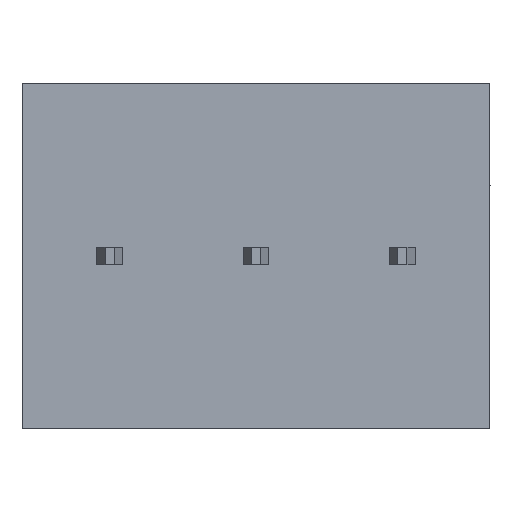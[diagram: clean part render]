
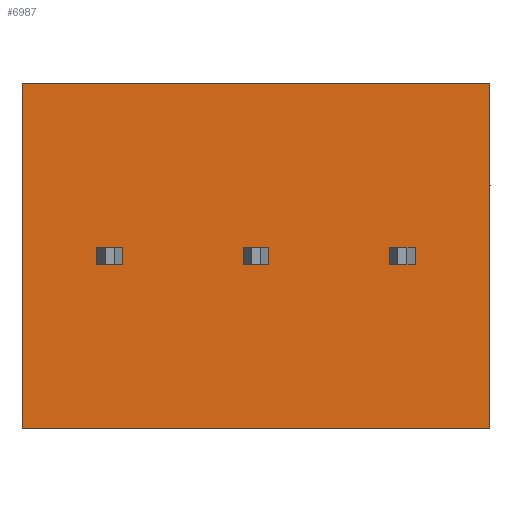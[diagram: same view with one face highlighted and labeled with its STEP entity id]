
A CAD part, front view. The second image highlights one B-rep face of the part: STEP entity #6987.
In plain terms, the highlighted planar face has unit normal (0, -1, 0).
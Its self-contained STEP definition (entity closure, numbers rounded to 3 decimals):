
#126 = LINE ( 'NONE', #25252, #9841 ) ;
#165 = EDGE_CURVE ( 'NONE', #29781, #1602, #5096, .T. ) ;
#186 = LINE ( 'NONE', #14715, #23129 ) ;
#188 = CARTESIAN_POINT ( 'NONE',  ( 0.45, 0., 0.3 ) ) ;
#218 = VERTEX_POINT ( 'NONE', #26269 ) ;
#414 = VERTEX_POINT ( 'NONE', #23381 ) ;
#525 = CARTESIAN_POINT ( 'NONE',  ( 10.61, 0., -0.3 ) ) ;
#604 = LINE ( 'NONE', #23611, #24404 ) ;
#917 = LINE ( 'NONE', #2369, #16170 ) ;
#1068 = EDGE_CURVE ( 'NONE', #414, #11717, #186, .T. ) ;
#1602 = VERTEX_POINT ( 'NONE', #29723 ) ;
#1838 = LINE ( 'NONE', #15466, #28394 ) ;
#2179 = DIRECTION ( 'NONE',  ( -1., 0., 0. ) ) ;
#2187 = DIRECTION ( 'NONE',  ( 0., 0., 1. ) ) ;
#2213 = DIRECTION ( 'NONE',  ( 0., 0., -1. ) ) ;
#2299 = VECTOR ( 'NONE', #6661, 1000. ) ;
#2369 = CARTESIAN_POINT ( 'NONE',  ( 13.2, 0., 6. ) ) ;
#3004 = ORIENTED_EDGE ( 'NONE', *, *, #21348, .F. ) ;
#3085 = CARTESIAN_POINT ( 'NONE',  ( -3.04, 0., -6. ) ) ;
#3118 = EDGE_CURVE ( 'NONE', #11312, #29039, #14206, .T. ) ;
#3183 = ORIENTED_EDGE ( 'NONE', *, *, #5693, .F. ) ;
#4044 = CARTESIAN_POINT ( 'NONE',  ( -3.04, 0., 6. ) ) ;
#4207 = DIRECTION ( 'NONE',  ( -1., 0., 0. ) ) ;
#4474 = CARTESIAN_POINT ( 'NONE',  ( 4.63, 0., 0.3 ) ) ;
#5096 = LINE ( 'NONE', #13912, #13023 ) ;
#5693 = EDGE_CURVE ( 'NONE', #20314, #8703, #604, .T. ) ;
#5880 = EDGE_LOOP ( 'NONE', ( #6087, #21589, #12787, #3183 ) ) ;
#6017 = CARTESIAN_POINT ( 'NONE',  ( 9.71, 0., 0.3 ) ) ;
#6087 = ORIENTED_EDGE ( 'NONE', *, *, #15024, .F. ) ;
#6323 = VERTEX_POINT ( 'NONE', #13250 ) ;
#6374 = FACE_OUTER_BOUND ( 'NONE', #19340, .T. ) ;
#6508 = CARTESIAN_POINT ( 'NONE',  ( -0.45, 0., -0.3 ) ) ;
#6568 = LINE ( 'NONE', #18371, #21687 ) ;
#6661 = DIRECTION ( 'NONE',  ( 1., 0., 0. ) ) ;
#6987 = ADVANCED_FACE ( 'NONE', ( #6374, #8651, #10810, #17584 ), #11248, .T. ) ;
#7174 = DIRECTION ( 'NONE',  ( 0., 0., 1. ) ) ;
#7884 = ORIENTED_EDGE ( 'NONE', *, *, #165, .F. ) ;
#8651 = FACE_BOUND ( 'NONE', #29522, .T. ) ;
#8703 = VERTEX_POINT ( 'NONE', #18064 ) ;
#9841 = VECTOR ( 'NONE', #4207, 1000. ) ;
#10510 = LINE ( 'NONE', #26659, #21573 ) ;
#10810 = FACE_BOUND ( 'NONE', #18587, .T. ) ;
#11248 = PLANE ( 'NONE',  #20367 ) ;
#11312 = VERTEX_POINT ( 'NONE', #525 ) ;
#11444 = LINE ( 'NONE', #22922, #23041 ) ;
#11696 = EDGE_CURVE ( 'NONE', #8703, #11312, #1838, .T. ) ;
#11717 = VERTEX_POINT ( 'NONE', #6508 ) ;
#11731 = EDGE_CURVE ( 'NONE', #27908, #24745, #27257, .T. ) ;
#11956 = CARTESIAN_POINT ( 'NONE',  ( 10.61, 0., 0.3 ) ) ;
#12146 = DIRECTION ( 'NONE',  ( 0., 0., -1. ) ) ;
#12539 = CARTESIAN_POINT ( 'NONE',  ( -0.45, 0., 0.3 ) ) ;
#12634 = CARTESIAN_POINT ( 'NONE',  ( 10.61, 0., 0.3 ) ) ;
#12787 = ORIENTED_EDGE ( 'NONE', *, *, #11696, .F. ) ;
#13023 = VECTOR ( 'NONE', #14340, 1000. ) ;
#13169 = EDGE_CURVE ( 'NONE', #11717, #218, #10510, .T. ) ;
#13250 = CARTESIAN_POINT ( 'NONE',  ( -3.04, 0., -6. ) ) ;
#13270 = CARTESIAN_POINT ( 'NONE',  ( -3.04, 0., 6. ) ) ;
#13428 = ORIENTED_EDGE ( 'NONE', *, *, #13169, .F. ) ;
#13493 = LINE ( 'NONE', #4044, #26839 ) ;
#13519 = CARTESIAN_POINT ( 'NONE',  ( 5.08, 0., 0. ) ) ;
#13879 = ORIENTED_EDGE ( 'NONE', *, *, #1068, .F. ) ;
#13912 = CARTESIAN_POINT ( 'NONE',  ( 4.63, 0., 0.3 ) ) ;
#13952 = CARTESIAN_POINT ( 'NONE',  ( 13.2, 0., -6. ) ) ;
#14129 = DIRECTION ( 'NONE',  ( 0., 0., -1. ) ) ;
#14206 = LINE ( 'NONE', #11956, #18253 ) ;
#14340 = DIRECTION ( 'NONE',  ( 0., 0., -1. ) ) ;
#14715 = CARTESIAN_POINT ( 'NONE',  ( -0.45, 0., 0.3 ) ) ;
#14763 = CARTESIAN_POINT ( 'NONE',  ( 13.2, 0., 6. ) ) ;
#15024 = EDGE_CURVE ( 'NONE', #29039, #20314, #126, .T. ) ;
#15466 = CARTESIAN_POINT ( 'NONE',  ( 9.71, 0., -0.3 ) ) ;
#15470 = VECTOR ( 'NONE', #26247, 1000. ) ;
#15842 = CARTESIAN_POINT ( 'NONE',  ( 4.63, 0., -0.3 ) ) ;
#16170 = VECTOR ( 'NONE', #2213, 1000. ) ;
#16683 = ORIENTED_EDGE ( 'NONE', *, *, #28688, .F. ) ;
#16741 = VERTEX_POINT ( 'NONE', #188 ) ;
#17110 = EDGE_CURVE ( 'NONE', #24745, #18318, #917, .T. ) ;
#17559 = ORIENTED_EDGE ( 'NONE', *, *, #27943, .F. ) ;
#17584 = FACE_BOUND ( 'NONE', #5880, .T. ) ;
#17715 = DIRECTION ( 'NONE',  ( 1., 0., 0. ) ) ;
#18064 = CARTESIAN_POINT ( 'NONE',  ( 9.71, 0., -0.3 ) ) ;
#18253 = VECTOR ( 'NONE', #21169, 1000. ) ;
#18318 = VERTEX_POINT ( 'NONE', #13952 ) ;
#18371 = CARTESIAN_POINT ( 'NONE',  ( 4.63, 0., 0.3 ) ) ;
#18448 = ORIENTED_EDGE ( 'NONE', *, *, #23700, .F. ) ;
#18587 = EDGE_LOOP ( 'NONE', ( #24807, #17559, #28604, #7884 ) ) ;
#19008 = ORIENTED_EDGE ( 'NONE', *, *, #17110, .F. ) ;
#19113 = LINE ( 'NONE', #28067, #20135 ) ;
#19340 = EDGE_LOOP ( 'NONE', ( #19008, #23088, #25892, #3004 ) ) ;
#20004 = EDGE_CURVE ( 'NONE', #6323, #27908, #13493, .T. ) ;
#20135 = VECTOR ( 'NONE', #7174, 1000. ) ;
#20314 = VERTEX_POINT ( 'NONE', #6017 ) ;
#20367 = AXIS2_PLACEMENT_3D ( 'NONE', #13519, #24540, #24688 ) ;
#21169 = DIRECTION ( 'NONE',  ( 0., 0., 1. ) ) ;
#21348 = EDGE_CURVE ( 'NONE', #18318, #6323, #28083, .T. ) ;
#21573 = VECTOR ( 'NONE', #24379, 1000. ) ;
#21589 = ORIENTED_EDGE ( 'NONE', *, *, #3118, .F. ) ;
#21687 = VECTOR ( 'NONE', #2179, 1000. ) ;
#22922 = CARTESIAN_POINT ( 'NONE',  ( 5.53, 0., 0.3 ) ) ;
#23041 = VECTOR ( 'NONE', #2187, 1000. ) ;
#23088 = ORIENTED_EDGE ( 'NONE', *, *, #11731, .F. ) ;
#23129 = VECTOR ( 'NONE', #14129, 1000. ) ;
#23381 = CARTESIAN_POINT ( 'NONE',  ( -0.45, 0., 0.3 ) ) ;
#23547 = LINE ( 'NONE', #12539, #15470 ) ;
#23611 = CARTESIAN_POINT ( 'NONE',  ( 9.71, 0., 0.3 ) ) ;
#23700 = EDGE_CURVE ( 'NONE', #16741, #414, #23547, .T. ) ;
#23879 = EDGE_CURVE ( 'NONE', #25658, #29781, #6568, .T. ) ;
#24017 = VERTEX_POINT ( 'NONE', #25422 ) ;
#24379 = DIRECTION ( 'NONE',  ( 1., 0., 0. ) ) ;
#24404 = VECTOR ( 'NONE', #12146, 1000. ) ;
#24540 = DIRECTION ( 'NONE',  ( 0., -1., 0. ) ) ;
#24688 = DIRECTION ( 'NONE',  ( 0., 0., -1. ) ) ;
#24745 = VERTEX_POINT ( 'NONE', #14763 ) ;
#24807 = ORIENTED_EDGE ( 'NONE', *, *, #23879, .F. ) ;
#24965 = VECTOR ( 'NONE', #28675, 1000. ) ;
#25252 = CARTESIAN_POINT ( 'NONE',  ( 9.71, 0., 0.3 ) ) ;
#25320 = CARTESIAN_POINT ( 'NONE',  ( 5.53, 0., 0.3 ) ) ;
#25422 = CARTESIAN_POINT ( 'NONE',  ( 5.53, 0., -0.3 ) ) ;
#25469 = LINE ( 'NONE', #15842, #26810 ) ;
#25658 = VERTEX_POINT ( 'NONE', #25320 ) ;
#25892 = ORIENTED_EDGE ( 'NONE', *, *, #20004, .F. ) ;
#26247 = DIRECTION ( 'NONE',  ( -1., 0., 0. ) ) ;
#26269 = CARTESIAN_POINT ( 'NONE',  ( 0.45, 0., -0.3 ) ) ;
#26280 = EDGE_CURVE ( 'NONE', #1602, #24017, #25469, .T. ) ;
#26659 = CARTESIAN_POINT ( 'NONE',  ( -0.45, 0., -0.3 ) ) ;
#26810 = VECTOR ( 'NONE', #27609, 1000. ) ;
#26839 = VECTOR ( 'NONE', #27385, 1000. ) ;
#27116 = CARTESIAN_POINT ( 'NONE',  ( -3.04, 0., 6. ) ) ;
#27257 = LINE ( 'NONE', #27116, #2299 ) ;
#27385 = DIRECTION ( 'NONE',  ( 0., 0., 1. ) ) ;
#27609 = DIRECTION ( 'NONE',  ( 1., 0., 0. ) ) ;
#27908 = VERTEX_POINT ( 'NONE', #13270 ) ;
#27943 = EDGE_CURVE ( 'NONE', #24017, #25658, #11444, .T. ) ;
#28067 = CARTESIAN_POINT ( 'NONE',  ( 0.45, 0., 0.3 ) ) ;
#28083 = LINE ( 'NONE', #3085, #24965 ) ;
#28394 = VECTOR ( 'NONE', #17715, 1000. ) ;
#28604 = ORIENTED_EDGE ( 'NONE', *, *, #26280, .F. ) ;
#28675 = DIRECTION ( 'NONE',  ( -1., 0., 0. ) ) ;
#28688 = EDGE_CURVE ( 'NONE', #218, #16741, #19113, .T. ) ;
#29039 = VERTEX_POINT ( 'NONE', #12634 ) ;
#29522 = EDGE_LOOP ( 'NONE', ( #18448, #16683, #13428, #13879 ) ) ;
#29723 = CARTESIAN_POINT ( 'NONE',  ( 4.63, 0., -0.3 ) ) ;
#29781 = VERTEX_POINT ( 'NONE', #4474 ) ;
